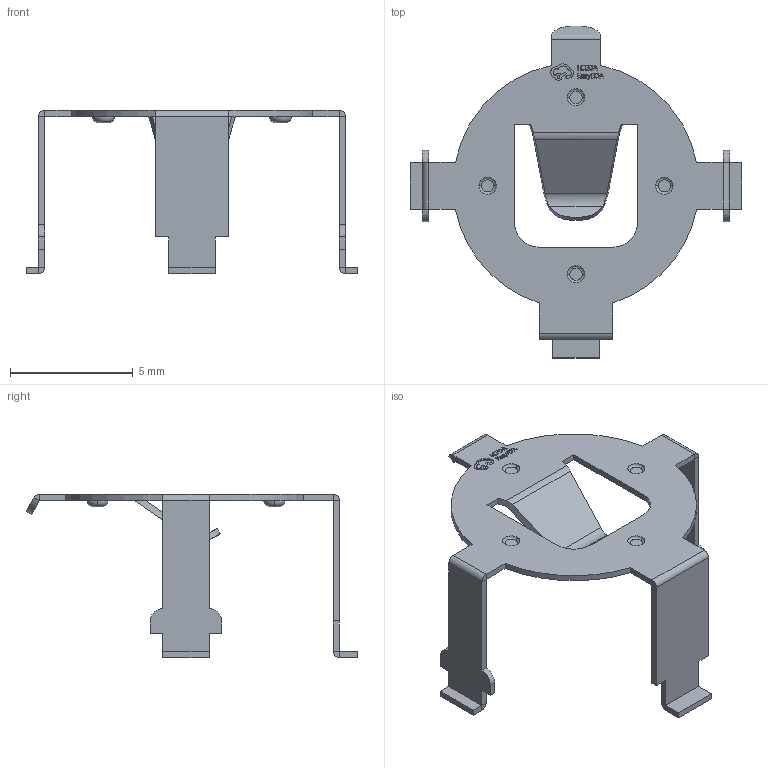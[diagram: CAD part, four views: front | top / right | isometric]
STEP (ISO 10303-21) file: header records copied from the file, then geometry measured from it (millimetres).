
FILE_DESCRIPTION (( 'STEP AP214' ), '1' );
FILE_NAME ('BAT-SMD_MY-LR44-02.STEP', '2023-02-02T00:21:34', ( 'PC' ), ( 'Microsoft' ), 'SwSTEP 2.0', 'SolidWorks 2020', '' );
FILE_SCHEMA (( 'AUTOMOTIVE_DESIGN' ));
Length unit declared in the file: millimetre
Products named in the file (1): BAT-SMD_MY-LR44-02
Bounding box: 13.5 x 13.51 x 6.66 mm (x, y, z)
Volume: 31.6 mm3; surface area: 280.2 mm2
Topology: 1 solids, 1 shells, 362 faces, 943 edges, 610 vertices
Faces by surface type: plane 216, bspline 98, cylinder 32, torus 16
Entity records: 15519 total; most frequent: CARTESIAN_POINT 3258, ORIENTED_EDGE 1886, DIRECTION 1365, EDGE_CURVE 943, VECTOR 627, LINE 627, VERTEX_POINT 610, EDGE_LOOP 391
